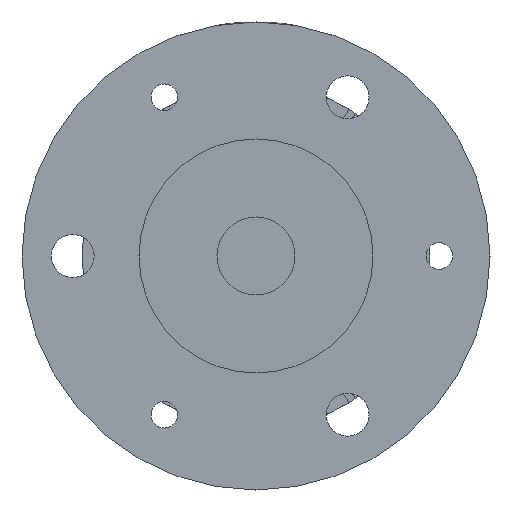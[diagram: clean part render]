
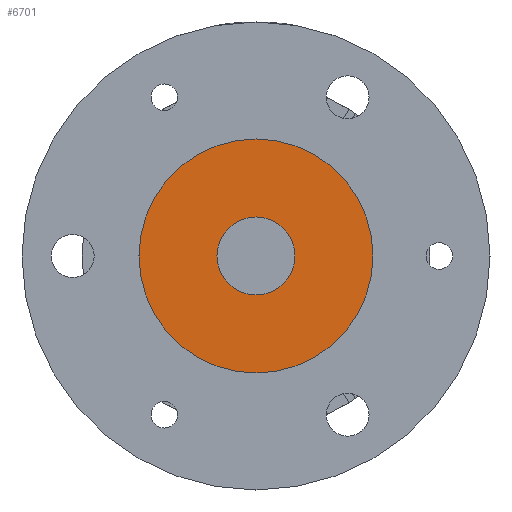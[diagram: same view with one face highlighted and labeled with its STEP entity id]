
A CAD part, left-side view. The second image highlights one B-rep face of the part: STEP entity #6701.
In plain terms, the highlighted planar face has unit normal (-1, 0, 0).
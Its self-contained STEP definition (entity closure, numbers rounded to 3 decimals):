
#79 = DIRECTION ( 'NONE',  ( -1., 0., 0. ) ) ;
#530 = AXIS2_PLACEMENT_3D ( 'NONE', #1330, #3330, #6932 ) ;
#740 = DIRECTION ( 'NONE',  ( -1., 0., 0. ) ) ;
#825 = PLANE ( 'NONE',  #5842 ) ;
#852 = ORIENTED_EDGE ( 'NONE', *, *, #9520, .F. ) ;
#1330 = CARTESIAN_POINT ( 'NONE',  ( 6., 0., 0. ) ) ;
#1421 = ORIENTED_EDGE ( 'NONE', *, *, #10316, .T. ) ;
#1828 = CIRCLE ( 'NONE', #6190, 10. ) ;
#2545 = CARTESIAN_POINT ( 'NONE',  ( 6., 0., 0. ) ) ;
#2667 = ORIENTED_EDGE ( 'NONE', *, *, #11693, .T. ) ;
#2779 = CARTESIAN_POINT ( 'NONE',  ( 6., 0., 0. ) ) ;
#3040 = EDGE_CURVE ( 'NONE', #9929, #6401, #1828, .T. ) ;
#3330 = DIRECTION ( 'NONE',  ( -1., 0., 0. ) ) ;
#3615 = DIRECTION ( 'NONE',  ( 0., 0., 1. ) ) ;
#3966 = CIRCLE ( 'NONE', #10093, 30. ) ;
#4312 = VERTEX_POINT ( 'NONE', #9528 ) ;
#4700 = FACE_BOUND ( 'NONE', #6720, .T. ) ;
#5842 = AXIS2_PLACEMENT_3D ( 'NONE', #10472, #9284, #8531 ) ;
#6190 = AXIS2_PLACEMENT_3D ( 'NONE', #2779, #12185, #7291 ) ;
#6401 = VERTEX_POINT ( 'NONE', #11518 ) ;
#6701 = ADVANCED_FACE ( 'NONE', ( #4700, #7470 ), #825, .F. ) ;
#6720 = EDGE_LOOP ( 'NONE', ( #10300, #852 ) ) ;
#6932 = DIRECTION ( 'NONE',  ( 0., 0., 1. ) ) ;
#7291 = DIRECTION ( 'NONE',  ( 0., 0., 1. ) ) ;
#7425 = CIRCLE ( 'NONE', #7641, 10. ) ;
#7470 = FACE_OUTER_BOUND ( 'NONE', #8165, .T. ) ;
#7489 = CIRCLE ( 'NONE', #530, 30. ) ;
#7641 = AXIS2_PLACEMENT_3D ( 'NONE', #2545, #740, #3615 ) ;
#8165 = EDGE_LOOP ( 'NONE', ( #2667, #1421 ) ) ;
#8531 = DIRECTION ( 'NONE',  ( 0., 0., -1. ) ) ;
#9284 = DIRECTION ( 'NONE',  ( 1., 0., 0. ) ) ;
#9520 = EDGE_CURVE ( 'NONE', #6401, #9929, #7425, .T. ) ;
#9528 = CARTESIAN_POINT ( 'NONE',  ( 6., 0., 30. ) ) ;
#9929 = VERTEX_POINT ( 'NONE', #11241 ) ;
#10093 = AXIS2_PLACEMENT_3D ( 'NONE', #10260, #79, #11406 ) ;
#10153 = CARTESIAN_POINT ( 'NONE',  ( 6., 0., -30. ) ) ;
#10260 = CARTESIAN_POINT ( 'NONE',  ( 6., 0., 0. ) ) ;
#10300 = ORIENTED_EDGE ( 'NONE', *, *, #3040, .F. ) ;
#10316 = EDGE_CURVE ( 'NONE', #11202, #4312, #7489, .T. ) ;
#10472 = CARTESIAN_POINT ( 'NONE',  ( 6., 0., 0. ) ) ;
#11202 = VERTEX_POINT ( 'NONE', #10153 ) ;
#11241 = CARTESIAN_POINT ( 'NONE',  ( 6., 0., 10. ) ) ;
#11406 = DIRECTION ( 'NONE',  ( 0., 0., 1. ) ) ;
#11518 = CARTESIAN_POINT ( 'NONE',  ( 6., 0., -10. ) ) ;
#11693 = EDGE_CURVE ( 'NONE', #4312, #11202, #3966, .T. ) ;
#12185 = DIRECTION ( 'NONE',  ( -1., 0., 0. ) ) ;
